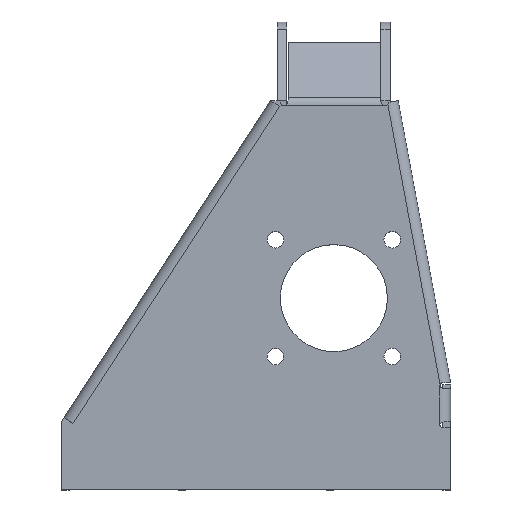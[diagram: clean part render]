
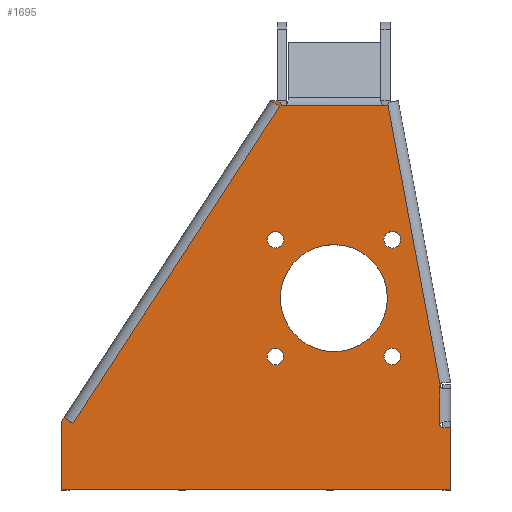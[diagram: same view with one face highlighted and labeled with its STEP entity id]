
A CAD part, top view. The second image highlights one B-rep face of the part: STEP entity #1695.
In plain terms, the highlighted planar face has unit normal (0, 0, 1).
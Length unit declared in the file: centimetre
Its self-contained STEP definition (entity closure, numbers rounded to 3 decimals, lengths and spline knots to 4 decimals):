
#111=FACE_BOUND('',#241,.T.);
#112=FACE_BOUND('',#242,.T.);
#113=FACE_BOUND('',#243,.T.);
#114=FACE_BOUND('',#244,.T.);
#115=FACE_BOUND('',#245,.T.);
#138=FACE_OUTER_BOUND('',#240,.T.);
#240=EDGE_LOOP('',(#1157,#1158,#1159,#1160,#1161,#1162,#1163,#1164,#1165,
#1166,#1167,#1168,#1169,#1170,#1171,#1172,#1173));
#241=EDGE_LOOP('',(#1174));
#242=EDGE_LOOP('',(#1175));
#243=EDGE_LOOP('',(#1176));
#244=EDGE_LOOP('',(#1177));
#245=EDGE_LOOP('',(#1178));
#365=LINE('',#2469,#541);
#370=LINE('',#2488,#546);
#371=LINE('',#2492,#547);
#372=LINE('',#2494,#548);
#373=LINE('',#2495,#549);
#374=LINE('',#2496,#550);
#375=LINE('',#2498,#551);
#376=LINE('',#2500,#552);
#377=LINE('',#2502,#553);
#378=LINE('',#2504,#554);
#379=LINE('',#2506,#555);
#380=LINE('',#2510,#556);
#381=LINE('',#2514,#557);
#541=VECTOR('',#1971,0.55);
#546=VECTOR('',#1988,0.2);
#547=VECTOR('',#1991,0.0742);
#548=VECTOR('',#1992,0.5);
#549=VECTOR('',#1993,0.55);
#550=VECTOR('',#1994,19.443);
#551=VECTOR('',#1995,0.25);
#552=VECTOR('',#1996,3.5);
#553=VECTOR('',#1997,20.);
#554=VECTOR('',#1998,3.2);
#555=VECTOR('',#1999,0.4);
#556=VECTOR('',#2002,0.15);
#557=VECTOR('',#2005,14.6724);
#719=CIRCLE('',#1810,0.2);
#720=CIRCLE('',#1811,0.15);
#721=CIRCLE('',#1812,0.15);
#722=CIRCLE('',#1813,0.2);
#723=CIRCLE('',#1814,2.75);
#724=CIRCLE('',#1815,0.425);
#725=CIRCLE('',#1816,0.425);
#726=CIRCLE('',#1817,0.425);
#727=CIRCLE('',#1818,0.425);
#760=VERTEX_POINT('',#2462);
#763=VERTEX_POINT('',#2467);
#768=VERTEX_POINT('',#2480);
#770=VERTEX_POINT('',#2486);
#771=VERTEX_POINT('',#2487);
#772=VERTEX_POINT('',#2489);
#773=VERTEX_POINT('',#2491);
#774=VERTEX_POINT('',#2493);
#775=VERTEX_POINT('',#2497);
#776=VERTEX_POINT('',#2499);
#777=VERTEX_POINT('',#2501);
#778=VERTEX_POINT('',#2503);
#779=VERTEX_POINT('',#2505);
#780=VERTEX_POINT('',#2507);
#781=VERTEX_POINT('',#2509);
#782=VERTEX_POINT('',#2511);
#783=VERTEX_POINT('',#2513);
#784=VERTEX_POINT('',#2516);
#785=VERTEX_POINT('',#2518);
#786=VERTEX_POINT('',#2520);
#787=VERTEX_POINT('',#2522);
#788=VERTEX_POINT('',#2524);
#915=EDGE_CURVE('',#760,#763,#365,.T.);
#923=EDGE_CURVE('',#770,#771,#370,.T.);
#924=EDGE_CURVE('',#770,#772,#719,.T.);
#925=EDGE_CURVE('',#772,#773,#371,.T.);
#926=EDGE_CURVE('',#774,#773,#372,.T.);
#927=EDGE_CURVE('',#774,#768,#373,.T.);
#928=EDGE_CURVE('',#768,#760,#374,.T.);
#929=EDGE_CURVE('',#763,#775,#375,.T.);
#930=EDGE_CURVE('',#776,#775,#376,.T.);
#931=EDGE_CURVE('',#777,#776,#377,.T.);
#932=EDGE_CURVE('',#778,#777,#378,.T.);
#933=EDGE_CURVE('',#779,#778,#379,.T.);
#934=EDGE_CURVE('',#779,#780,#720,.T.);
#935=EDGE_CURVE('',#781,#780,#380,.T.);
#936=EDGE_CURVE('',#781,#782,#721,.T.);
#937=EDGE_CURVE('',#782,#783,#381,.T.);
#938=EDGE_CURVE('',#783,#771,#722,.T.);
#939=EDGE_CURVE('',#784,#784,#723,.T.);
#940=EDGE_CURVE('',#785,#785,#724,.T.);
#941=EDGE_CURVE('',#786,#786,#725,.T.);
#942=EDGE_CURVE('',#787,#787,#726,.T.);
#943=EDGE_CURVE('',#788,#788,#727,.T.);
#1157=ORIENTED_EDGE('',*,*,#923,.F.);
#1158=ORIENTED_EDGE('',*,*,#924,.T.);
#1159=ORIENTED_EDGE('',*,*,#925,.T.);
#1160=ORIENTED_EDGE('',*,*,#926,.F.);
#1161=ORIENTED_EDGE('',*,*,#927,.T.);
#1162=ORIENTED_EDGE('',*,*,#928,.T.);
#1163=ORIENTED_EDGE('',*,*,#915,.T.);
#1164=ORIENTED_EDGE('',*,*,#929,.T.);
#1165=ORIENTED_EDGE('',*,*,#930,.F.);
#1166=ORIENTED_EDGE('',*,*,#931,.F.);
#1167=ORIENTED_EDGE('',*,*,#932,.F.);
#1168=ORIENTED_EDGE('',*,*,#933,.F.);
#1169=ORIENTED_EDGE('',*,*,#934,.T.);
#1170=ORIENTED_EDGE('',*,*,#935,.F.);
#1171=ORIENTED_EDGE('',*,*,#936,.T.);
#1172=ORIENTED_EDGE('',*,*,#937,.T.);
#1173=ORIENTED_EDGE('',*,*,#938,.T.);
#1174=ORIENTED_EDGE('',*,*,#939,.T.);
#1175=ORIENTED_EDGE('',*,*,#940,.T.);
#1176=ORIENTED_EDGE('',*,*,#941,.T.);
#1177=ORIENTED_EDGE('',*,*,#942,.T.);
#1178=ORIENTED_EDGE('',*,*,#943,.T.);
#1619=PLANE('',#1809);
#1695=ADVANCED_FACE('',(#138,#111,#112,#113,#114,#115),#1619,.T.);
#1809=AXIS2_PLACEMENT_3D('',#2485,#1986,#1987);
#1810=AXIS2_PLACEMENT_3D('',#2490,#1989,#1990);
#1811=AXIS2_PLACEMENT_3D('',#2508,#2000,#2001);
#1812=AXIS2_PLACEMENT_3D('',#2512,#2003,#2004);
#1813=AXIS2_PLACEMENT_3D('',#2515,#2006,#2007);
#1814=AXIS2_PLACEMENT_3D('',#2517,#2008,#2009);
#1815=AXIS2_PLACEMENT_3D('',#2519,#2010,#2011);
#1816=AXIS2_PLACEMENT_3D('',#2521,#2012,#2013);
#1817=AXIS2_PLACEMENT_3D('',#2523,#2014,#2015);
#1818=AXIS2_PLACEMENT_3D('',#2525,#2016,#2017);
#1971=DIRECTION('',(-0.838,0.546,0.));
#1986=DIRECTION('center_axis',(0.,0.,1.));
#1987=DIRECTION('ref_axis',(1.,0.,0.));
#1988=DIRECTION('',(1.,0.,0.));
#1989=DIRECTION('center_axis',(0.,0.,-1.));
#1990=DIRECTION('ref_axis',(0.,-1.,0.));
#1991=DIRECTION('',(0.,1.,0.));
#1992=DIRECTION('',(1.,0.,0.));
#1993=DIRECTION('',(0.838,-0.546,0.));
#1994=DIRECTION('',(-0.546,-0.838,0.));
#1995=DIRECTION('',(-0.546,-0.838,0.));
#1996=DIRECTION('',(0.,1.,0.));
#1997=DIRECTION('',(-1.,0.,0.));
#1998=DIRECTION('',(0.,-1.,0.));
#1999=DIRECTION('',(1.,0.,0.));
#2000=DIRECTION('center_axis',(0.,0.,-1.));
#2001=DIRECTION('ref_axis',(0.,-1.,0.));
#2002=DIRECTION('',(0.,-1.,0.));
#2003=DIRECTION('center_axis',(0.,0.,-1.));
#2004=DIRECTION('ref_axis',(-1.,0.,0.));
#2005=DIRECTION('',(-0.183,0.983,0.));
#2006=DIRECTION('center_axis',(0.,0.,-1.));
#2007=DIRECTION('ref_axis',(0.865,-0.501,0.));
#2008=DIRECTION('center_axis',(0.,0.,-1.));
#2009=DIRECTION('ref_axis',(1.,0.,0.));
#2010=DIRECTION('center_axis',(0.,0.,-1.));
#2011=DIRECTION('ref_axis',(1.,0.,0.));
#2012=DIRECTION('center_axis',(0.,0.,-1.));
#2013=DIRECTION('ref_axis',(1.,0.,0.));
#2014=DIRECTION('center_axis',(0.,0.,-1.));
#2015=DIRECTION('ref_axis',(1.,0.,0.));
#2016=DIRECTION('center_axis',(0.,0.,-1.));
#2017=DIRECTION('ref_axis',(1.,0.,0.));
#2462=CARTESIAN_POINT('',(-13.4027,-6.4408,0.));
#2467=CARTESIAN_POINT('',(-13.8635,-6.1405,0.));
#2469=CARTESIAN_POINT('',(-13.4027,-6.4408,0.));
#2480=CARTESIAN_POINT('',(-2.7892,9.8498,0.));
#2485=CARTESIAN_POINT('Origin',(0.,0.,0.));
#2486=CARTESIAN_POINT('',(-2.55,9.8758,0.));
#2487=CARTESIAN_POINT('',(2.6,9.8758,0.));
#2488=CARTESIAN_POINT('',(2.4,9.8758,0.));
#2489=CARTESIAN_POINT('',(-2.75,10.0758,0.));
#2490=CARTESIAN_POINT('Origin',(-2.55,10.0758,0.));
#2491=CARTESIAN_POINT('',(-2.75,10.15,0.));
#2492=CARTESIAN_POINT('',(-2.75,10.0758,0.));
#2493=CARTESIAN_POINT('',(-3.25,10.15,0.));
#2494=CARTESIAN_POINT('',(-3.25,10.15,0.));
#2495=CARTESIAN_POINT('',(-3.25,10.15,0.));
#2496=CARTESIAN_POINT('',(-2.7892,9.8498,0.));
#2497=CARTESIAN_POINT('',(-14.,-6.35,0.));
#2498=CARTESIAN_POINT('',(-13.8635,-6.1405,0.));
#2499=CARTESIAN_POINT('',(-14.,-9.85,0.));
#2500=CARTESIAN_POINT('',(-14.,-9.85,0.));
#2501=CARTESIAN_POINT('',(6.,-9.85,0.));
#2502=CARTESIAN_POINT('',(6.,-9.85,0.));
#2503=CARTESIAN_POINT('',(6.,-6.65,0.));
#2504=CARTESIAN_POINT('',(6.,-6.65,0.));
#2505=CARTESIAN_POINT('',(5.6,-6.65,0.));
#2506=CARTESIAN_POINT('',(5.6,-6.65,0.));
#2507=CARTESIAN_POINT('',(5.45,-6.5,0.));
#2508=CARTESIAN_POINT('Origin',(5.6,-6.5,0.));
#2509=CARTESIAN_POINT('',(5.45,-4.5,0.));
#2510=CARTESIAN_POINT('',(5.45,-6.35,0.));
#2511=CARTESIAN_POINT('',(5.459,-4.4489,0.));
#2512=CARTESIAN_POINT('Origin',(5.6,-4.5,0.));
#2513=CARTESIAN_POINT('',(2.773,9.9755,0.));
#2514=CARTESIAN_POINT('',(5.459,-4.4489,0.));
#2515=CARTESIAN_POINT('Origin',(2.6,10.0758,0.));
#2516=CARTESIAN_POINT('',(-2.75,0.,0.));
#2517=CARTESIAN_POINT('Origin',(0.,0.,0.));
#2518=CARTESIAN_POINT('',(2.575,3.,0.));
#2519=CARTESIAN_POINT('Origin',(3.,3.,0.));
#2520=CARTESIAN_POINT('',(2.575,-3.,0.));
#2521=CARTESIAN_POINT('Origin',(3.,-3.,0.));
#2522=CARTESIAN_POINT('',(-3.425,-3.,0.));
#2523=CARTESIAN_POINT('Origin',(-3.,-3.,0.));
#2524=CARTESIAN_POINT('',(-3.425,3.,0.));
#2525=CARTESIAN_POINT('Origin',(-3.,3.,0.));
